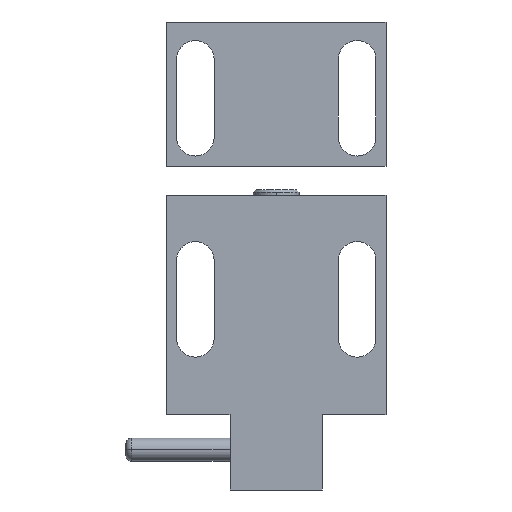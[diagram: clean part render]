
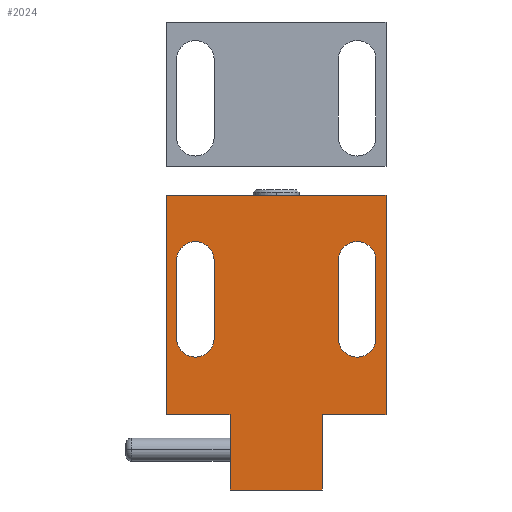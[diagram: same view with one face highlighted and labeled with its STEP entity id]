
A CAD part, front view. The second image highlights one B-rep face of the part: STEP entity #2024.
In plain terms, the highlighted planar face has unit normal (0, -1, 0).
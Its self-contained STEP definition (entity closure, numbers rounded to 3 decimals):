
#53 = ORIENTED_EDGE ( 'NONE', *, *, #8216, .T. ) ;
#102 = LINE ( 'NONE', #6253, #4196 ) ;
#109 = DIRECTION ( 'NONE',  ( 1., 0., 0. ) ) ;
#131 = DIRECTION ( 'NONE',  ( 0., 1., 0. ) ) ;
#498 = VECTOR ( 'NONE', #3612, 1000. ) ;
#748 = LINE ( 'NONE', #11042, #2771 ) ;
#791 = CARTESIAN_POINT ( 'NONE',  ( -19., 0., 0. ) ) ;
#840 = CIRCLE ( 'NONE', #8350, 3.25 ) ;
#916 = FACE_BOUND ( 'NONE', #8676, .T. ) ;
#988 = CARTESIAN_POINT ( 'NONE',  ( 8., 0., 13. ) ) ;
#1033 = LINE ( 'NONE', #11017, #4891 ) ;
#1170 = FACE_BOUND ( 'NONE', #4388, .T. ) ;
#1275 = PLANE ( 'NONE',  #1494 ) ;
#1298 = EDGE_CURVE ( 'NONE', #5519, #8147, #840, .T. ) ;
#1457 = CARTESIAN_POINT ( 'NONE',  ( -8., 0., 13. ) ) ;
#1494 = AXIS2_PLACEMENT_3D ( 'NONE', #5648, #10925, #10030 ) ;
#1578 = LINE ( 'NONE', #3385, #3616 ) ;
#1637 = EDGE_CURVE ( 'NONE', #3287, #4293, #6723, .T. ) ;
#1856 = CARTESIAN_POINT ( 'NONE',  ( 8., 0., 0. ) ) ;
#1903 = ORIENTED_EDGE ( 'NONE', *, *, #6006, .T. ) ;
#1985 = FACE_OUTER_BOUND ( 'NONE', #5659, .T. ) ;
#2014 = EDGE_CURVE ( 'NONE', #8147, #4211, #7940, .T. ) ;
#2021 = CARTESIAN_POINT ( 'NONE',  ( 10.75, 0., 39.75 ) ) ;
#2024 = ADVANCED_FACE ( 'NONE', ( #916, #1170, #1985 ), #1275, .F. ) ;
#2220 = ORIENTED_EDGE ( 'NONE', *, *, #2492, .T. ) ;
#2492 = EDGE_CURVE ( 'NONE', #7495, #5519, #102, .T. ) ;
#2519 = ORIENTED_EDGE ( 'NONE', *, *, #6072, .T. ) ;
#2613 = VERTEX_POINT ( 'NONE', #988 ) ;
#2771 = VECTOR ( 'NONE', #10152, 1000. ) ;
#2946 = CARTESIAN_POINT ( 'NONE',  ( -10.75, 0., 26.25 ) ) ;
#3064 = CIRCLE ( 'NONE', #8091, 3.25 ) ;
#3079 = LINE ( 'NONE', #7269, #498 ) ;
#3174 = VERTEX_POINT ( 'NONE', #1457 ) ;
#3218 = VERTEX_POINT ( 'NONE', #9152 ) ;
#3287 = VERTEX_POINT ( 'NONE', #3814 ) ;
#3290 = ORIENTED_EDGE ( 'NONE', *, *, #6437, .T. ) ;
#3352 = ORIENTED_EDGE ( 'NONE', *, *, #4385, .T. ) ;
#3385 = CARTESIAN_POINT ( 'NONE',  ( -19., 0., 51. ) ) ;
#3503 = DIRECTION ( 'NONE',  ( 1., 0., 0. ) ) ;
#3612 = DIRECTION ( 'NONE',  ( 1., 0., 0. ) ) ;
#3616 = VECTOR ( 'NONE', #11336, 1000. ) ;
#3757 = VECTOR ( 'NONE', #11163, 1000. ) ;
#3814 = CARTESIAN_POINT ( 'NONE',  ( 10.75, 0., 26.25 ) ) ;
#3841 = EDGE_CURVE ( 'NONE', #4293, #9368, #6852, .T. ) ;
#3862 = CARTESIAN_POINT ( 'NONE',  ( -17.25, 0., 39.75 ) ) ;
#3895 = DIRECTION ( 'NONE',  ( 0., 0., -1. ) ) ;
#4112 = DIRECTION ( 'NONE',  ( -1., 0., 0. ) ) ;
#4125 = ORIENTED_EDGE ( 'NONE', *, *, #1637, .T. ) ;
#4164 = VECTOR ( 'NONE', #109, 1000. ) ;
#4196 = VECTOR ( 'NONE', #3895, 1000. ) ;
#4209 = ORIENTED_EDGE ( 'NONE', *, *, #9095, .F. ) ;
#4211 = VERTEX_POINT ( 'NONE', #7961 ) ;
#4233 = CARTESIAN_POINT ( 'NONE',  ( 19., 0., 51. ) ) ;
#4236 = EDGE_CURVE ( 'NONE', #9368, #4842, #7791, .T. ) ;
#4293 = VERTEX_POINT ( 'NONE', #2021 ) ;
#4369 = CARTESIAN_POINT ( 'NONE',  ( -17.25, 0., 26.25 ) ) ;
#4385 = EDGE_CURVE ( 'NONE', #4842, #3287, #3064, .T. ) ;
#4388 = EDGE_LOOP ( 'NONE', ( #4530, #53, #2220, #7055 ) ) ;
#4436 = LINE ( 'NONE', #5341, #4164 ) ;
#4464 = VERTEX_POINT ( 'NONE', #6431 ) ;
#4530 = ORIENTED_EDGE ( 'NONE', *, *, #2014, .T. ) ;
#4721 = ORIENTED_EDGE ( 'NONE', *, *, #6863, .T. ) ;
#4842 = VERTEX_POINT ( 'NONE', #7681 ) ;
#4849 = LINE ( 'NONE', #791, #9798 ) ;
#4857 = CARTESIAN_POINT ( 'NONE',  ( -10.75, 0., 39.75 ) ) ;
#4891 = VECTOR ( 'NONE', #3503, 1000. ) ;
#4907 = DIRECTION ( 'NONE',  ( 0., 0., 1. ) ) ;
#5174 = LINE ( 'NONE', #8199, #9832 ) ;
#5341 = CARTESIAN_POINT ( 'NONE',  ( -19., 0., 51. ) ) ;
#5363 = CARTESIAN_POINT ( 'NONE',  ( -14., 0., 39.75 ) ) ;
#5512 = VERTEX_POINT ( 'NONE', #4233 ) ;
#5519 = VERTEX_POINT ( 'NONE', #2946 ) ;
#5648 = CARTESIAN_POINT ( 'NONE',  ( -19., 0., 51. ) ) ;
#5659 = EDGE_LOOP ( 'NONE', ( #3290, #1903, #7758, #4209, #4721, #2519, #6207, #11277 ) ) ;
#5846 = LINE ( 'NONE', #5892, #3757 ) ;
#5892 = CARTESIAN_POINT ( 'NONE',  ( 8., 0., 0. ) ) ;
#5993 = EDGE_CURVE ( 'NONE', #3174, #9098, #5174, .T. ) ;
#6006 = EDGE_CURVE ( 'NONE', #2613, #4464, #3079, .T. ) ;
#6072 = EDGE_CURVE ( 'NONE', #8818, #3174, #1033, .T. ) ;
#6207 = ORIENTED_EDGE ( 'NONE', *, *, #5993, .T. ) ;
#6253 = CARTESIAN_POINT ( 'NONE',  ( -10.75, 0., 39.75 ) ) ;
#6262 = DIRECTION ( 'NONE',  ( -1., 0., 0. ) ) ;
#6345 = ORIENTED_EDGE ( 'NONE', *, *, #4236, .T. ) ;
#6431 = CARTESIAN_POINT ( 'NONE',  ( 19., 0., 13. ) ) ;
#6437 = EDGE_CURVE ( 'NONE', #8258, #2613, #5846, .T. ) ;
#6558 = DIRECTION ( 'NONE',  ( 0., 0., 1. ) ) ;
#6669 = CARTESIAN_POINT ( 'NONE',  ( 17.25, 0., 39.75 ) ) ;
#6723 = LINE ( 'NONE', #7578, #9021 ) ;
#6852 = CIRCLE ( 'NONE', #7749, 3.25 ) ;
#6863 = EDGE_CURVE ( 'NONE', #3218, #8818, #1578, .T. ) ;
#6961 = DIRECTION ( 'NONE',  ( 1., 0., 0. ) ) ;
#7055 = ORIENTED_EDGE ( 'NONE', *, *, #1298, .T. ) ;
#7269 = CARTESIAN_POINT ( 'NONE',  ( 19., 0., 13. ) ) ;
#7495 = VERTEX_POINT ( 'NONE', #4857 ) ;
#7497 = DIRECTION ( 'NONE',  ( 0., 1., 0. ) ) ;
#7522 = VECTOR ( 'NONE', #9785, 1000. ) ;
#7578 = CARTESIAN_POINT ( 'NONE',  ( 10.75, 0., 39.75 ) ) ;
#7669 = DIRECTION ( 'NONE',  ( 0., 1., 0. ) ) ;
#7681 = CARTESIAN_POINT ( 'NONE',  ( 17.25, 0., 26.25 ) ) ;
#7749 = AXIS2_PLACEMENT_3D ( 'NONE', #9613, #9742, #9653 ) ;
#7758 = ORIENTED_EDGE ( 'NONE', *, *, #9533, .F. ) ;
#7791 = LINE ( 'NONE', #6669, #7522 ) ;
#7940 = LINE ( 'NONE', #3862, #10274 ) ;
#7961 = CARTESIAN_POINT ( 'NONE',  ( -17.25, 0., 39.75 ) ) ;
#8008 = CARTESIAN_POINT ( 'NONE',  ( -14., 0., 26.25 ) ) ;
#8091 = AXIS2_PLACEMENT_3D ( 'NONE', #10590, #7497, #4112 ) ;
#8147 = VERTEX_POINT ( 'NONE', #4369 ) ;
#8199 = CARTESIAN_POINT ( 'NONE',  ( -8., 0., 0. ) ) ;
#8216 = EDGE_CURVE ( 'NONE', #4211, #7495, #9273, .T. ) ;
#8258 = VERTEX_POINT ( 'NONE', #1856 ) ;
#8350 = AXIS2_PLACEMENT_3D ( 'NONE', #8008, #7669, #11136 ) ;
#8443 = CARTESIAN_POINT ( 'NONE',  ( -19., 0., 13. ) ) ;
#8676 = EDGE_LOOP ( 'NONE', ( #4125, #10209, #6345, #3352 ) ) ;
#8818 = VERTEX_POINT ( 'NONE', #8443 ) ;
#8859 = AXIS2_PLACEMENT_3D ( 'NONE', #5363, #131, #6262 ) ;
#9021 = VECTOR ( 'NONE', #4907, 1000. ) ;
#9095 = EDGE_CURVE ( 'NONE', #3218, #5512, #4436, .T. ) ;
#9098 = VERTEX_POINT ( 'NONE', #10622 ) ;
#9152 = CARTESIAN_POINT ( 'NONE',  ( -19., 0., 51. ) ) ;
#9210 = DIRECTION ( 'NONE',  ( 0., 0., -1. ) ) ;
#9273 = CIRCLE ( 'NONE', #8859, 3.25 ) ;
#9368 = VERTEX_POINT ( 'NONE', #11265 ) ;
#9533 = EDGE_CURVE ( 'NONE', #5512, #4464, #748, .T. ) ;
#9613 = CARTESIAN_POINT ( 'NONE',  ( 14., 0., 39.75 ) ) ;
#9626 = EDGE_CURVE ( 'NONE', #9098, #8258, #4849, .T. ) ;
#9653 = DIRECTION ( 'NONE',  ( -1., 0., 0. ) ) ;
#9742 = DIRECTION ( 'NONE',  ( 0., 1., 0. ) ) ;
#9785 = DIRECTION ( 'NONE',  ( 0., 0., -1. ) ) ;
#9798 = VECTOR ( 'NONE', #6961, 1000. ) ;
#9832 = VECTOR ( 'NONE', #9210, 1000. ) ;
#10030 = DIRECTION ( 'NONE',  ( -1., 0., 0. ) ) ;
#10152 = DIRECTION ( 'NONE',  ( 0., 0., -1. ) ) ;
#10209 = ORIENTED_EDGE ( 'NONE', *, *, #3841, .T. ) ;
#10274 = VECTOR ( 'NONE', #6558, 1000. ) ;
#10590 = CARTESIAN_POINT ( 'NONE',  ( 14., 0., 26.25 ) ) ;
#10622 = CARTESIAN_POINT ( 'NONE',  ( -8., 0., 0. ) ) ;
#10925 = DIRECTION ( 'NONE',  ( 0., 1., 0. ) ) ;
#11017 = CARTESIAN_POINT ( 'NONE',  ( -19., 0., 13. ) ) ;
#11042 = CARTESIAN_POINT ( 'NONE',  ( 19., 0., 51. ) ) ;
#11136 = DIRECTION ( 'NONE',  ( -1., 0., 0. ) ) ;
#11163 = DIRECTION ( 'NONE',  ( 0., 0., 1. ) ) ;
#11265 = CARTESIAN_POINT ( 'NONE',  ( 17.25, 0., 39.75 ) ) ;
#11277 = ORIENTED_EDGE ( 'NONE', *, *, #9626, .T. ) ;
#11336 = DIRECTION ( 'NONE',  ( 0., 0., -1. ) ) ;
